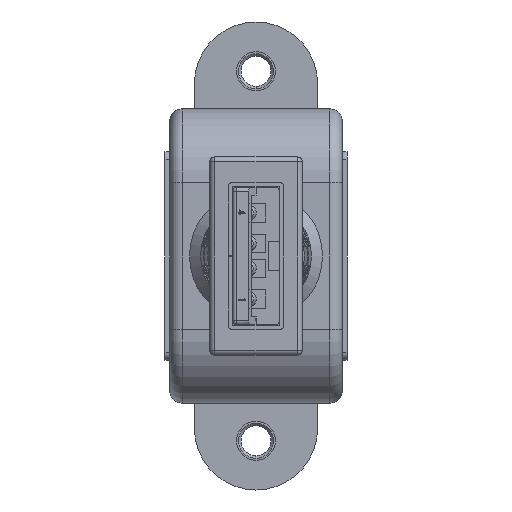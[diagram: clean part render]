
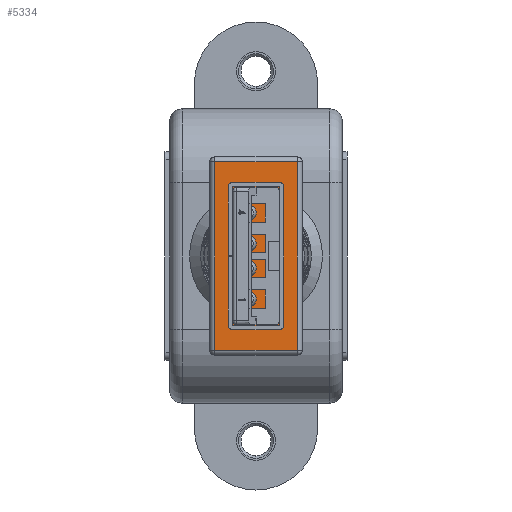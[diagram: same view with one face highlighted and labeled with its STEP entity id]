
A CAD part, front view. The second image highlights one B-rep face of the part: STEP entity #5334.
In plain terms, the highlighted face is planar.
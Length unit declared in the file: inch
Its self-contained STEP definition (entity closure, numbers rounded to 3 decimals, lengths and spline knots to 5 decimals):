
#4403 = FACE_OUTER_BOUND ( 'NONE', #17794, .T. ) ;
#5334 = ADVANCED_FACE ( 'NONE', ( #4403 ), #8589, .F. ) ;
#8586 = CARTESIAN_POINT ( 'NONE',  ( -0.3165, 0.1475, -0.6375 ) ) ;
#8589 = PLANE ( 'NONE',  #8893 ) ;
#8591 = DIRECTION ( 'NONE',  ( 0., 0., 1. ) ) ;
#8592 = DIRECTION ( 'NONE',  ( 1., 0., 0. ) ) ;
#8893 = AXIS2_PLACEMENT_3D ( 'NONE', #8586, #8591, #8592 ) ;
#10202 = VERTEX_POINT ( 'NONE', #24616 ) ;
#11033 = VERTEX_POINT ( 'NONE', #24950 ) ;
#11282 = VERTEX_POINT ( 'NONE', #25033 ) ;
#11476 = VERTEX_POINT ( 'NONE', #25096 ) ;
#17794 = EDGE_LOOP ( 'NONE', ( #46023, #46024, #46025, #46026 ) ) ;
#24616 = CARTESIAN_POINT ( 'NONE',  ( 0.3015, -0.1325, -0.6375 ) ) ;
#24950 = CARTESIAN_POINT ( 'NONE',  ( 0.3015, 0.1325, -0.6375 ) ) ;
#25033 = CARTESIAN_POINT ( 'NONE',  ( -0.3015, -0.1325, -0.6375 ) ) ;
#25096 = CARTESIAN_POINT ( 'NONE',  ( -0.3015, 0.1325, -0.6375 ) ) ;
#41649 = LINE ( 'NONE', #42801, #41660 ) ;
#41655 = LINE ( 'NONE', #42815, #41658 ) ;
#41658 = VECTOR ( 'NONE', #42816, 39.37008 ) ;
#41659 = LINE ( 'NONE', #42818, #41662 ) ;
#41660 = VECTOR ( 'NONE', #42817, 39.37008 ) ;
#41661 = LINE ( 'NONE', #42820, #41664 ) ;
#41662 = VECTOR ( 'NONE', #42819, 39.37008 ) ;
#41664 = VECTOR ( 'NONE', #42821, 39.37008 ) ;
#42801 = CARTESIAN_POINT ( 'NONE',  ( 0.3165, 0.1325, -0.6375 ) ) ;
#42815 = CARTESIAN_POINT ( 'NONE',  ( -0.3015, 0.1475, -0.6375 ) ) ;
#42816 = DIRECTION ( 'NONE',  ( 0., 1., 0. ) ) ;
#42817 = DIRECTION ( 'NONE',  ( 1., 0., 0. ) ) ;
#42818 = CARTESIAN_POINT ( 'NONE',  ( 0.3015, 0.1475, -0.6375 ) ) ;
#42819 = DIRECTION ( 'NONE',  ( 0., -1., 0. ) ) ;
#42820 = CARTESIAN_POINT ( 'NONE',  ( -0.3165, -0.1325, -0.6375 ) ) ;
#42821 = DIRECTION ( 'NONE',  ( -1., 0., 0. ) ) ;
#45138 = EDGE_CURVE ( 'NONE', #11282, #11476, #41655, .T. ) ;
#45139 = EDGE_CURVE ( 'NONE', #11476, #11033, #41649, .T. ) ;
#45140 = EDGE_CURVE ( 'NONE', #11033, #10202, #41659, .T. ) ;
#45141 = EDGE_CURVE ( 'NONE', #10202, #11282, #41661, .T. ) ;
#46023 = ORIENTED_EDGE ( 'NONE', *, *, #45138, .T. ) ;
#46024 = ORIENTED_EDGE ( 'NONE', *, *, #45139, .T. ) ;
#46025 = ORIENTED_EDGE ( 'NONE', *, *, #45140, .T. ) ;
#46026 = ORIENTED_EDGE ( 'NONE', *, *, #45141, .T. ) ;
